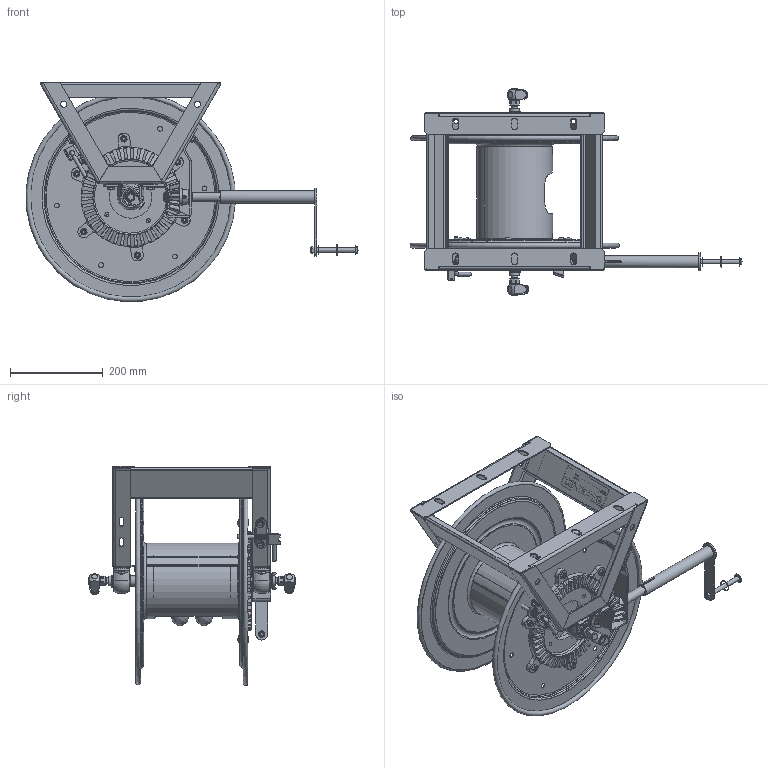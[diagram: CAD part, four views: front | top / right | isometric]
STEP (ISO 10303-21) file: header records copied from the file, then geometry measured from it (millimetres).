
FILE_DESCRIPTION(/* description */ (''),/* implementation_level */ '2;1');
FILE_NAME(/* name */ '1275HPL-B-8-C_SHARED.stp',/* time_stamp */ '2020-03-16T09:33:39-07:00',/* author */ ('NMelton'),/* organization */ (''),/* preprocessor_version */ 'ST-DEVELOPER v17',/* originating_system */ 'Autodesk Inventor 2019',/* authorisation */ '');
FILE_SCHEMA (('AUTOMOTIVE_DESIGN { 1 0 10303 214 3 1 1 }'));
Products named in the file (1): 1275HPL-B-8-C_SHARED
Bounding box: 714.03 x 444.75 x 471.4 mm (x, y, z)
Surface area: 1665050.7 mm2 (no closed solid volume)
Topology: 0 solids, 181 shells, 2236 faces, 7679 edges, 5419 vertices
Faces by surface type: plane 979, cylinder 500, cone 308, bspline 271, torus 136, sphere 42
Full cylindrical faces by diameter (mm): 1.245 x4, 1.321 x7, 2.54 x1, 3.048 x1, 5.969 x2, 6.35 x2, 6.477 x1, 6.909 x1, 6.985 x4, 7.925 x4, 7.937 x6, 7.938 x9, 8.382 x1, 8.712 x4, 8.738 x1, 8.763 x1, 9.271 x1, 10.414 x6, 10.439 x1, 10.541 x1, 10.592 x2, 10.731 x4, 11.43 x7, 12.192 x9, 12.573 x2, 12.7 x6, 12.859 x4, 13.398 x2, 13.462 x4, 13.868 x2
Entity records: 98421 total; most frequent: CARTESIAN_POINT 32728, ORIENTED_EDGE 12565, DIRECTION 12341, EDGE_CURVE 7620, VERTEX_POINT 5420, AXIS2_PLACEMENT_3D 4444, LINE 3453, VECTOR 3453
